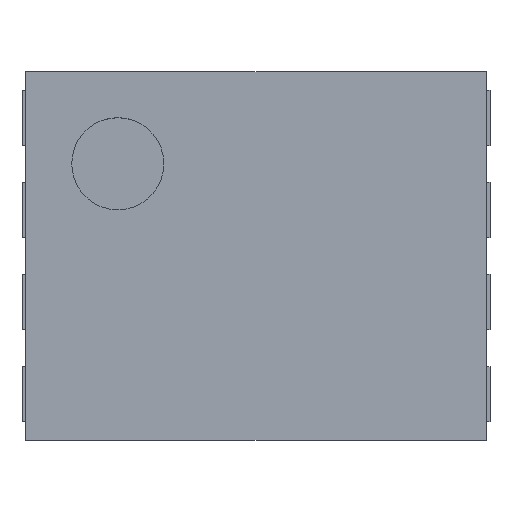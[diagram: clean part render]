
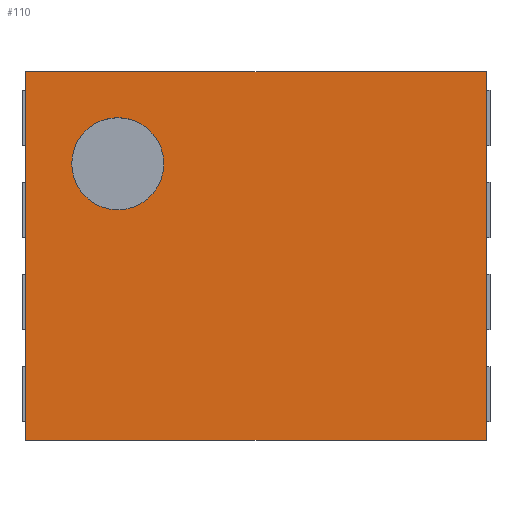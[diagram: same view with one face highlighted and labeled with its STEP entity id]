
A CAD part, top view. The second image highlights one B-rep face of the part: STEP entity #110.
In plain terms, the highlighted planar face has unit normal (0, 0, 1).
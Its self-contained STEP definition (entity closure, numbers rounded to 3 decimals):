
#13=DIRECTION('',(0.,0.,1.));
#14=DIRECTION('',(1.,0.,0.));
#69=VERTEX_POINT('',#70);
#70=CARTESIAN_POINT('',(-1.25,-1.,0.77));
#78=VECTOR('',#79,1.);
#79=DIRECTION('',(0.,1.,0.));
#82=VERTEX_POINT('',#83);
#83=CARTESIAN_POINT('',(-1.25,1.,0.77));
#85=ORIENTED_EDGE('',*,*,#86,.F.);
#86=EDGE_CURVE('',#69,#82,#87,.T.);
#87=LINE('',#70,#78);
#98=VECTOR('',#14,1.);
#100=ORIENTED_EDGE('',*,*,#101,.T.);
#101=EDGE_CURVE('',#69,#102,#104,.T.);
#102=VERTEX_POINT('',#103);
#103=CARTESIAN_POINT('',(1.25,-1.,0.77));
#104=LINE('',#70,#98);
#110=ADVANCED_FACE('',(#111,#121),#132,.T.);
#111=FACE_BOUND('',#112,.T.);
#112=EDGE_LOOP('',(#85,#100,#113,#118));
#113=ORIENTED_EDGE('',*,*,#114,.T.);
#114=EDGE_CURVE('',#102,#115,#117,.T.);
#115=VERTEX_POINT('',#116);
#116=CARTESIAN_POINT('',(1.25,1.,0.77));
#117=LINE('',#103,#78);
#118=ORIENTED_EDGE('',*,*,#119,.F.);
#119=EDGE_CURVE('',#82,#115,#120,.T.);
#120=LINE('',#83,#98);
#121=FACE_BOUND('',#122,.T.);
#122=EDGE_LOOP('',(#123));
#123=ORIENTED_EDGE('',*,*,#124,.T.);
#124=EDGE_CURVE('',#125,#125,#127,.T.);
#125=VERTEX_POINT('',#126);
#126=CARTESIAN_POINT('',(-1.,0.5,0.77));
#127=CIRCLE('',#128,0.25);
#128=AXIS2_PLACEMENT_3D('',#129,#130,#131);
#129=CARTESIAN_POINT('',(-0.75,0.5,0.77));
#130=DIRECTION('',(0.,0.,-1.));
#131=DIRECTION('',(-1.,0.,0.));
#132=PLANE('',#133);
#133=AXIS2_PLACEMENT_3D('',#70,#13,#14);
